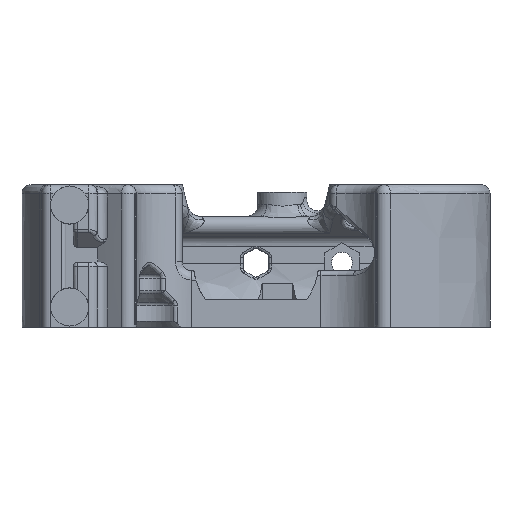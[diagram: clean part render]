
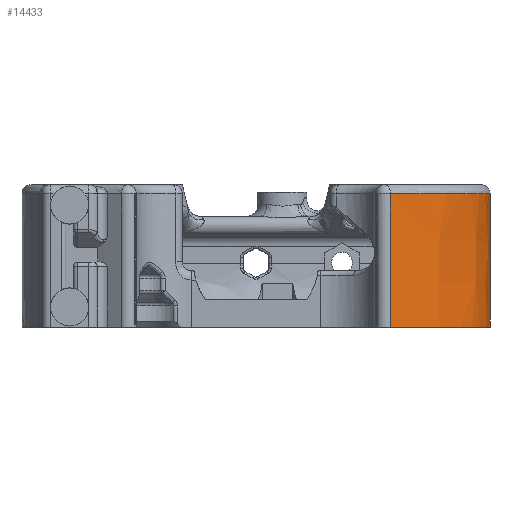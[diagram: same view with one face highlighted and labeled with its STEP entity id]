
A CAD part, front view. The second image highlights one B-rep face of the part: STEP entity #14433.
In plain terms, the highlighted free-form (B-spline) face has degree [3, 3] with [4, 4] control points.
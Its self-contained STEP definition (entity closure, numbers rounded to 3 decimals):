
#339 = EDGE_CURVE ( 'NONE', #3161, #8820, #16699, .T. ) ;
#533 = B_SPLINE_CURVE_WITH_KNOTS ( 'NONE', 3,
 ( #15938, #4071, #8480, #997 ),
 .UNSPECIFIED., .F., .F.,
 ( 4, 4 ),
 ( 0., 1. ),
 .UNSPECIFIED. ) ;
#997 = CARTESIAN_POINT ( 'NONE',  ( 54.6, -16.25, 0. ) ) ;
#1058 = CARTESIAN_POINT ( 'NONE',  ( 36., -39.55, 15.467 ) ) ;
#1479 = CARTESIAN_POINT ( 'NONE',  ( 54.6, -16.25, 21.7 ) ) ;
#1880 = LINE ( 'NONE', #3558, #14862 ) ;
#2723 = CARTESIAN_POINT ( 'NONE',  ( 36., -39.55, 0. ) ) ;
#3161 = VERTEX_POINT ( 'NONE', #6610 ) ;
#3315 = EDGE_CURVE ( 'NONE', #12049, #5476, #16194, .T. ) ;
#3457 = DIRECTION ( 'NONE',  ( 0., 0., -1. ) ) ;
#3558 = CARTESIAN_POINT ( 'NONE',  ( 54.6, -16.25, 0. ) ) ;
#4023 = CARTESIAN_POINT ( 'NONE',  ( 54.6, -16.25, 0. ) ) ;
#4071 = CARTESIAN_POINT ( 'NONE',  ( 54.6, -16.25, 1.467 ) ) ;
#4081 = CARTESIAN_POINT ( 'NONE',  ( 54.6, -16.25, 21.7 ) ) ;
#4503 = ORIENTED_EDGE ( 'NONE', *, *, #18979, .F. ) ;
#5476 = VERTEX_POINT ( 'NONE', #8536 ) ;
#5633 = CARTESIAN_POINT ( 'NONE',  ( 45.3, -32.869, 7.733 ) ) ;
#5840 = CARTESIAN_POINT ( 'NONE',  ( 54.6, -26.188, 15.467 ) ) ;
#6536 = ORIENTED_EDGE ( 'NONE', *, *, #3315, .T. ) ;
#6610 = CARTESIAN_POINT ( 'NONE',  ( 38.381, -37.833, 0. ) ) ;
#6999 = ORIENTED_EDGE ( 'NONE', *, *, #339, .T. ) ;
#7133 = CARTESIAN_POINT ( 'NONE',  ( 36., -39.55, 7.733 ) ) ;
#7234 = CARTESIAN_POINT ( 'NONE',  ( 54.6, -16.25, 7.733 ) ) ;
#7413 = CARTESIAN_POINT ( 'NONE',  ( 54.6, -16.25, 0. ) ) ;
#7514 = CARTESIAN_POINT ( 'NONE',  ( 54.6, -25.338, 0. ) ) ;
#7760 = CARTESIAN_POINT ( 'NONE',  ( 54.6, -25.338, 21.7 ) ) ;
#7861 = CARTESIAN_POINT ( 'NONE',  ( 46.823, -31.702, 21.7 ) ) ;
#8465 = ORIENTED_EDGE ( 'NONE', *, *, #13636, .F. ) ;
#8480 = CARTESIAN_POINT ( 'NONE',  ( 54.6, -16.25, 0.733 ) ) ;
#8536 = CARTESIAN_POINT ( 'NONE',  ( 38.381, -37.833, 21.7 ) ) ;
#8745 = CARTESIAN_POINT ( 'NONE',  ( 45.3, -32.869, 23.2 ) ) ;
#8820 = VERTEX_POINT ( 'NONE', #4023 ) ;
#8846 = CARTESIAN_POINT ( 'NONE',  ( 54.6, -16.25, 23.2 ) ) ;
#9972 = EDGE_CURVE ( 'NONE', #5476, #3161, #11498, .T. ) ;
#10038 = VECTOR ( 'NONE', #11406, 1000. ) ;
#10221 = CARTESIAN_POINT ( 'NONE',  ( 46.823, -31.702, 0. ) ) ;
#10625 = CARTESIAN_POINT ( 'NONE',  ( 38.381, -37.833, 0. ) ) ;
#10771 = CARTESIAN_POINT ( 'NONE',  ( 38.381, -37.833, 21.7 ) ) ;
#11338 = CARTESIAN_POINT ( 'NONE',  ( 54.6, -16.25, 2.2 ) ) ;
#11356 = ORIENTED_EDGE ( 'NONE', *, *, #9972, .T. ) ;
#11406 = DIRECTION ( 'NONE',  ( 0., 0., -1. ) ) ;
#11498 = LINE ( 'NONE', #16261, #10038 ) ;
#11831 = FACE_OUTER_BOUND ( 'NONE', #19624, .T. ) ;
#12049 = VERTEX_POINT ( 'NONE', #4081 ) ;
#13323 = CARTESIAN_POINT ( 'NONE',  ( 45.3, -32.869, 0. ) ) ;
#13620 = CARTESIAN_POINT ( 'NONE',  ( 36., -39.55, 23.2 ) ) ;
#13636 = EDGE_CURVE ( 'NONE', #12049, #14220, #1880, .T. ) ;
#14220 = VERTEX_POINT ( 'NONE', #11338 ) ;
#14433 = ADVANCED_FACE ( 'NONE', ( #11831 ), #14932, .F. ) ;
#14700 = CARTESIAN_POINT ( 'NONE',  ( 45.3, -32.869, 15.467 ) ) ;
#14798 = CARTESIAN_POINT ( 'NONE',  ( 54.6, -16.25, 15.467 ) ) ;
#14862 = VECTOR ( 'NONE', #3457, 1000. ) ;
#14932 = B_SPLINE_SURFACE_WITH_KNOTS ( 'NONE', 3, 3, ( 
 ( #8846, #15096, #8745, #13620 ),
 ( #14798, #5840, #14700, #1058 ),
 ( #7234, #19496, #5633, #7133 ),
 ( #19394, #17897, #13323, #2723 ) ),
 .UNSPECIFIED., .F., .F., .F.,
 ( 4, 4 ),
 ( 4, 4 ),
 ( 0., 1. ),
 ( 0., 1. ),
 .UNSPECIFIED. ) ;
#15096 = CARTESIAN_POINT ( 'NONE',  ( 54.6, -26.188, 23.2 ) ) ;
#15938 = CARTESIAN_POINT ( 'NONE',  ( 54.6, -16.25, 2.2 ) ) ;
#16194 = B_SPLINE_CURVE_WITH_KNOTS ( 'NONE', 3,
 ( #1479, #7760, #7861, #10771 ),
 .UNSPECIFIED., .F., .F.,
 ( 4, 4 ),
 ( 0., 0.028 ),
 .UNSPECIFIED. ) ;
#16261 = CARTESIAN_POINT ( 'NONE',  ( 38.381, -37.833, 23.2 ) ) ;
#16699 = B_SPLINE_CURVE_WITH_KNOTS ( 'NONE', 3,
 ( #10625, #10221, #7514, #7413 ),
 .UNSPECIFIED., .F., .F.,
 ( 4, 4 ),
 ( 0.086, 1. ),
 .UNSPECIFIED. ) ;
#17897 = CARTESIAN_POINT ( 'NONE',  ( 54.6, -26.188, 0. ) ) ;
#18979 = EDGE_CURVE ( 'NONE', #14220, #8820, #533, .T. ) ;
#19394 = CARTESIAN_POINT ( 'NONE',  ( 54.6, -16.25, 0. ) ) ;
#19496 = CARTESIAN_POINT ( 'NONE',  ( 54.6, -26.188, 7.733 ) ) ;
#19624 = EDGE_LOOP ( 'NONE', ( #8465, #6536, #11356, #6999, #4503 ) ) ;
